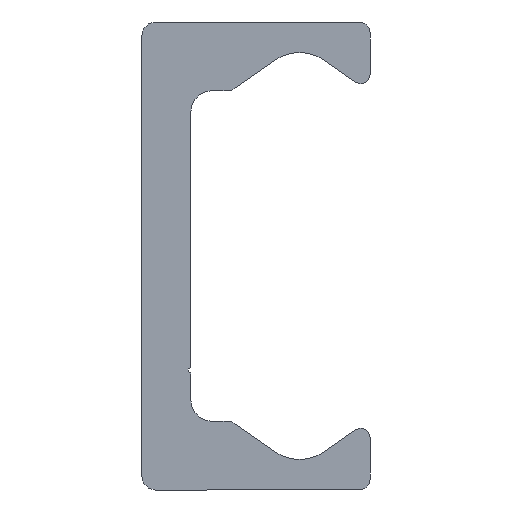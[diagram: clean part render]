
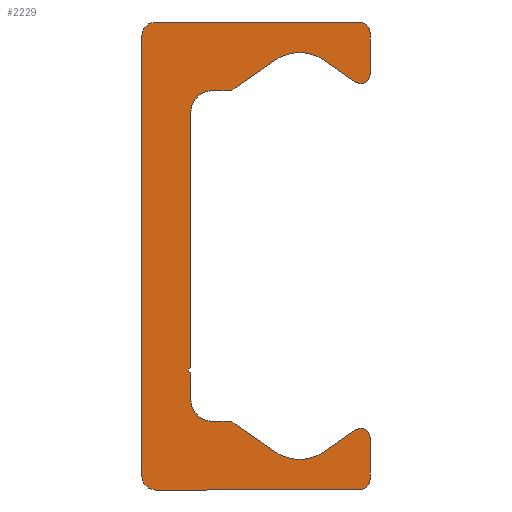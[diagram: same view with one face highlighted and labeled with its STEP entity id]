
A CAD part, left-side view. The second image highlights one B-rep face of the part: STEP entity #2229.
In plain terms, the highlighted planar face has unit normal (-1, 0, 0).
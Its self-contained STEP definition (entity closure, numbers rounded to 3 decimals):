
#1236=CARTESIAN_POINT('',(0.0,9.25,-21.5));
#1237=VERTEX_POINT('',#1236);
#1244=CARTESIAN_POINT('',(0.0,10.5,-20.25));
#1245=VERTEX_POINT('',#1244);
#1246=CARTESIAN_POINT('',(0.0,9.25,-20.25));
#1247=DIRECTION('',(1.0,0.0,0.0));
#1248=DIRECTION('',(0.0,0.0,-1.0));
#1249=AXIS2_PLACEMENT_3D('',#1246,#1247,#1248);
#1250=CIRCLE('',#1249,1.25);
#1251=EDGE_CURVE('',#1237,#1245,#1250,.T.);
#1275=CARTESIAN_POINT('',(0.0,-9.5,-21.5));
#1276=VERTEX_POINT('',#1275);
#1283=CARTESIAN_POINT('',(0.0,-9.5,-21.5));
#1284=DIRECTION('',(0.0,1.0,0.0));
#1285=VECTOR('',#1284,18.75);
#1286=LINE('',#1283,#1285);
#1287=EDGE_CURVE('',#1276,#1237,#1286,.T.);
#1307=CARTESIAN_POINT('',(0.0,-10.5,-20.5));
#1308=VERTEX_POINT('',#1307);
#1315=CARTESIAN_POINT('',(0.0,-9.5,-20.5));
#1316=DIRECTION('',(1.0,0.0,0.0));
#1317=DIRECTION('',(0.0,-1.0,0.0));
#1318=AXIS2_PLACEMENT_3D('',#1315,#1316,#1317);
#1319=CIRCLE('',#1318,1.0);
#1320=EDGE_CURVE('',#1308,#1276,#1319,.T.);
#1339=CARTESIAN_POINT('',(0.0,-10.5,-16.65));
#1340=VERTEX_POINT('',#1339);
#1347=CARTESIAN_POINT('',(0.0,-10.5,-16.65));
#1348=DIRECTION('',(0.0,0.0,-1.0));
#1349=VECTOR('',#1348,3.85);
#1350=LINE('',#1347,#1349);
#1351=EDGE_CURVE('',#1340,#1308,#1350,.T.);
#1371=CARTESIAN_POINT('',(0.0,-9.162,-15.954));
#1372=VERTEX_POINT('',#1371);
#1379=CARTESIAN_POINT('',(0.0,-9.65,-16.65));
#1380=DIRECTION('',(1.0,0.0,0.0));
#1381=DIRECTION('',(0.0,0.574,0.819));
#1382=AXIS2_PLACEMENT_3D('',#1379,#1380,#1381);
#1383=CIRCLE('',#1382,0.85);
#1384=EDGE_CURVE('',#1372,#1340,#1383,.T.);
#1403=CARTESIAN_POINT('',(0.0,-6.294,-17.962));
#1404=VERTEX_POINT('',#1403);
#1411=CARTESIAN_POINT('',(0.0,-6.294,-17.962));
#1412=DIRECTION('',(0.0,-0.819,0.574));
#1413=VECTOR('',#1412,3.501);
#1414=LINE('',#1411,#1413);
#1415=EDGE_CURVE('',#1404,#1372,#1414,.T.);
#1435=CARTESIAN_POINT('',(0.0,-1.706,-17.962));
#1436=VERTEX_POINT('',#1435);
#1443=CARTESIAN_POINT('',(0.0,-4.,-14.685));
#1444=DIRECTION('',(-1.0,0.0,0.0));
#1445=DIRECTION('',(0.0,0.574,0.819));
#1446=AXIS2_PLACEMENT_3D('',#1443,#1444,#1445);
#1447=CIRCLE('',#1446,4.0);
#1448=EDGE_CURVE('',#1436,#1404,#1447,.T.);
#1467=CARTESIAN_POINT('',(0.0,1.981,-15.381));
#1468=VERTEX_POINT('',#1467);
#1475=CARTESIAN_POINT('',(0.0,1.981,-15.381));
#1476=DIRECTION('',(0.0,-0.819,-0.574));
#1477=VECTOR('',#1476,4.5);
#1478=LINE('',#1475,#1477);
#1479=EDGE_CURVE('',#1468,#1436,#1478,.T.);
#1499=CARTESIAN_POINT('',(0.0,2.554,-15.2));
#1500=VERTEX_POINT('',#1499);
#1507=CARTESIAN_POINT('',(0.0,2.554,-16.2));
#1508=DIRECTION('',(1.0,0.0,0.0));
#1509=DIRECTION('',(0.0,0.0,1.0));
#1510=AXIS2_PLACEMENT_3D('',#1507,#1508,#1509);
#1511=CIRCLE('',#1510,1.);
#1512=EDGE_CURVE('',#1500,#1468,#1511,.T.);
#1531=CARTESIAN_POINT('',(0.0,4.0,-15.2));
#1532=VERTEX_POINT('',#1531);
#1539=CARTESIAN_POINT('',(0.0,4.0,-15.2));
#1540=DIRECTION('',(0.0,-1.0,0.0));
#1541=VECTOR('',#1540,1.446);
#1542=LINE('',#1539,#1541);
#1543=EDGE_CURVE('',#1532,#1500,#1542,.T.);
#1563=CARTESIAN_POINT('',(0.0,6.,-13.2));
#1564=VERTEX_POINT('',#1563);
#1571=CARTESIAN_POINT('',(0.0,4.,-13.2));
#1572=DIRECTION('',(-1.0,0.0,0.0));
#1573=DIRECTION('',(0.0,0.0,1.0));
#1574=AXIS2_PLACEMENT_3D('',#1571,#1572,#1573);
#1575=CIRCLE('',#1574,2.0);
#1576=EDGE_CURVE('',#1564,#1532,#1575,.T.);
#1595=CARTESIAN_POINT('',(0.0,6.,-10.75));
#1596=VERTEX_POINT('',#1595);
#1603=CARTESIAN_POINT('',(0.0,6.,-10.75));
#1604=DIRECTION('',(0.0,0.0,-1.0));
#1605=VECTOR('',#1604,2.45);
#1606=LINE('',#1603,#1605);
#1607=EDGE_CURVE('',#1596,#1564,#1606,.T.);
#1627=CARTESIAN_POINT('',(0.0,6.,-10.25));
#1628=VERTEX_POINT('',#1627);
#1635=CARTESIAN_POINT('',(0.0,6.,-10.5));
#1636=DIRECTION('',(-1.0,0.0,0.0));
#1637=DIRECTION('',(0.0,0.0,1.0));
#1638=AXIS2_PLACEMENT_3D('',#1635,#1636,#1637);
#1639=CIRCLE('',#1638,0.25);
#1640=EDGE_CURVE('',#1628,#1596,#1639,.T.);
#1659=CARTESIAN_POINT('',(0.0,6.,13.2));
#1660=VERTEX_POINT('',#1659);
#1667=CARTESIAN_POINT('',(0.0,6.,13.2));
#1668=DIRECTION('',(0.0,0.0,-1.0));
#1669=VECTOR('',#1668,23.45);
#1670=LINE('',#1667,#1669);
#1671=EDGE_CURVE('',#1660,#1628,#1670,.T.);
#1763=CARTESIAN_POINT('',(0.0,4.0,15.2));
#1764=VERTEX_POINT('',#1763);
#1771=CARTESIAN_POINT('',(0.0,4.,13.2));
#1772=DIRECTION('',(-1.0,0.0,0.0));
#1773=DIRECTION('',(0.0,-1.0,0.0));
#1774=AXIS2_PLACEMENT_3D('',#1771,#1772,#1773);
#1775=CIRCLE('',#1774,2.0);
#1776=EDGE_CURVE('',#1764,#1660,#1775,.T.);
#1795=CARTESIAN_POINT('',(0.0,2.554,15.2));
#1796=VERTEX_POINT('',#1795);
#1803=CARTESIAN_POINT('',(0.0,2.554,15.2));
#1804=DIRECTION('',(0.0,1.0,0.0));
#1805=VECTOR('',#1804,1.446);
#1806=LINE('',#1803,#1805);
#1807=EDGE_CURVE('',#1796,#1764,#1806,.T.);
#1827=CARTESIAN_POINT('',(0.0,1.981,15.381));
#1828=VERTEX_POINT('',#1827);
#1835=CARTESIAN_POINT('',(0.0,2.554,16.2));
#1836=DIRECTION('',(1.0,0.0,0.0));
#1837=DIRECTION('',(0.0,-0.574,-0.819));
#1838=AXIS2_PLACEMENT_3D('',#1835,#1836,#1837);
#1839=CIRCLE('',#1838,1.);
#1840=EDGE_CURVE('',#1828,#1796,#1839,.T.);
#1859=CARTESIAN_POINT('',(0.0,-1.706,17.962));
#1860=VERTEX_POINT('',#1859);
#1867=CARTESIAN_POINT('',(0.0,-1.706,17.962));
#1868=DIRECTION('',(0.0,0.819,-0.574));
#1869=VECTOR('',#1868,4.5);
#1870=LINE('',#1867,#1869);
#1871=EDGE_CURVE('',#1860,#1828,#1870,.T.);
#1891=CARTESIAN_POINT('',(0.0,-6.294,17.962));
#1892=VERTEX_POINT('',#1891);
#1899=CARTESIAN_POINT('',(0.0,-4.,14.685));
#1900=DIRECTION('',(-1.0,0.0,0.0));
#1901=DIRECTION('',(0.0,-0.574,-0.819));
#1902=AXIS2_PLACEMENT_3D('',#1899,#1900,#1901);
#1903=CIRCLE('',#1902,4.0);
#1904=EDGE_CURVE('',#1892,#1860,#1903,.T.);
#1923=CARTESIAN_POINT('',(0.0,-9.162,15.954));
#1924=VERTEX_POINT('',#1923);
#1931=CARTESIAN_POINT('',(0.0,-9.162,15.954));
#1932=DIRECTION('',(0.0,0.819,0.574));
#1933=VECTOR('',#1932,3.501);
#1934=LINE('',#1931,#1933);
#1935=EDGE_CURVE('',#1924,#1892,#1934,.T.);
#1955=CARTESIAN_POINT('',(0.0,-10.5,16.65));
#1956=VERTEX_POINT('',#1955);
#1963=CARTESIAN_POINT('',(0.0,-9.65,16.65));
#1964=DIRECTION('',(1.0,0.0,0.0));
#1965=DIRECTION('',(0.0,-1.0,0.0));
#1966=AXIS2_PLACEMENT_3D('',#1963,#1964,#1965);
#1967=CIRCLE('',#1966,0.85);
#1968=EDGE_CURVE('',#1956,#1924,#1967,.T.);
#1987=CARTESIAN_POINT('',(0.0,-10.5,20.5));
#1988=VERTEX_POINT('',#1987);
#1995=CARTESIAN_POINT('',(0.0,-10.5,20.5));
#1996=DIRECTION('',(0.0,0.0,-1.0));
#1997=VECTOR('',#1996,3.85);
#1998=LINE('',#1995,#1997);
#1999=EDGE_CURVE('',#1988,#1956,#1998,.T.);
#2019=CARTESIAN_POINT('',(0.0,-9.5,21.5));
#2020=VERTEX_POINT('',#2019);
#2027=CARTESIAN_POINT('',(0.0,-9.5,20.5));
#2028=DIRECTION('',(1.0,0.0,0.0));
#2029=DIRECTION('',(0.0,0.0,1.0));
#2030=AXIS2_PLACEMENT_3D('',#2027,#2028,#2029);
#2031=CIRCLE('',#2030,1.0);
#2032=EDGE_CURVE('',#2020,#1988,#2031,.T.);
#2051=CARTESIAN_POINT('',(0.0,9.25,21.5));
#2052=VERTEX_POINT('',#2051);
#2059=CARTESIAN_POINT('',(0.0,9.25,21.5));
#2060=DIRECTION('',(0.0,-1.0,0.0));
#2061=VECTOR('',#2060,18.75);
#2062=LINE('',#2059,#2061);
#2063=EDGE_CURVE('',#2052,#2020,#2062,.T.);
#2083=CARTESIAN_POINT('',(0.0,10.5,20.25));
#2084=VERTEX_POINT('',#2083);
#2091=CARTESIAN_POINT('',(0.0,9.25,20.25));
#2092=DIRECTION('',(1.0,0.0,0.0));
#2093=DIRECTION('',(0.0,1.0,0.0));
#2094=AXIS2_PLACEMENT_3D('',#2091,#2092,#2093);
#2095=CIRCLE('',#2094,1.25);
#2096=EDGE_CURVE('',#2084,#2052,#2095,.T.);
#2114=CARTESIAN_POINT('',(0.0,10.5,-20.25));
#2115=DIRECTION('',(0.0,0.0,1.0));
#2116=VECTOR('',#2115,40.5);
#2117=LINE('',#2114,#2116);
#2118=EDGE_CURVE('',#1245,#2084,#2117,.T.);
#2196=CARTESIAN_POINT('',(0.0,2.66,-0.019));
#2197=DIRECTION('',(1.0,0.0,0.0));
#2198=DIRECTION('',(0.0,0.0,-1.0));
#2199=AXIS2_PLACEMENT_3D('',#2196,#2197,#2198);
#2200=PLANE('',#2199);
#2201=ORIENTED_EDGE('',*,*,#2118,.F.);
#2202=ORIENTED_EDGE('',*,*,#1251,.F.);
#2203=ORIENTED_EDGE('',*,*,#1287,.F.);
#2204=ORIENTED_EDGE('',*,*,#1320,.F.);
#2205=ORIENTED_EDGE('',*,*,#1351,.F.);
#2206=ORIENTED_EDGE('',*,*,#1384,.F.);
#2207=ORIENTED_EDGE('',*,*,#1415,.F.);
#2208=ORIENTED_EDGE('',*,*,#1448,.F.);
#2209=ORIENTED_EDGE('',*,*,#1479,.F.);
#2210=ORIENTED_EDGE('',*,*,#1512,.F.);
#2211=ORIENTED_EDGE('',*,*,#1543,.F.);
#2212=ORIENTED_EDGE('',*,*,#1576,.F.);
#2213=ORIENTED_EDGE('',*,*,#1607,.F.);
#2214=ORIENTED_EDGE('',*,*,#1640,.F.);
#2215=ORIENTED_EDGE('',*,*,#1671,.F.);
#2216=ORIENTED_EDGE('',*,*,#1776,.F.);
#2217=ORIENTED_EDGE('',*,*,#1807,.F.);
#2218=ORIENTED_EDGE('',*,*,#1840,.F.);
#2219=ORIENTED_EDGE('',*,*,#1871,.F.);
#2220=ORIENTED_EDGE('',*,*,#1904,.F.);
#2221=ORIENTED_EDGE('',*,*,#1935,.F.);
#2222=ORIENTED_EDGE('',*,*,#1968,.F.);
#2223=ORIENTED_EDGE('',*,*,#1999,.F.);
#2224=ORIENTED_EDGE('',*,*,#2032,.F.);
#2225=ORIENTED_EDGE('',*,*,#2063,.F.);
#2226=ORIENTED_EDGE('',*,*,#2096,.F.);
#2227=EDGE_LOOP('',(#2201,#2202,#2203,#2204,#2205,#2206,#2207,#2208,#2209,#2210,#2211,#2212,#2213,#2214,#2215,#2216,#2217,#2218,#2219,#2220,#2221,#2222,#2223,#2224,#2225,#2226));
#2228=FACE_OUTER_BOUND('',#2227,.T.);
#2229=ADVANCED_FACE('',(#2228),#2200,.F.);
